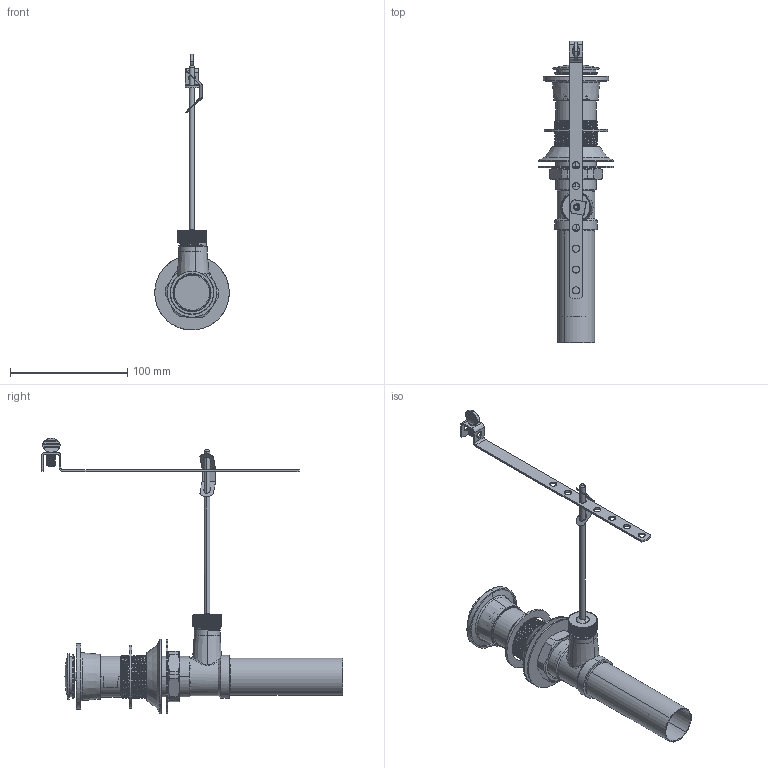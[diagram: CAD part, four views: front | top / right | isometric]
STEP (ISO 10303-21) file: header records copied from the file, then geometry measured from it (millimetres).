
FILE_DESCRIPTION((''),'2;1');
FILE_NAME('324','2021-06-10T17:45:09',('NSantos'),(''),'CREO PARAMETRIC BY PTC INC, 2018500','CREO PARAMETRIC BY PTC INC, 2018500','');
FILE_SCHEMA(('CONFIG_CONTROL_DESIGN'));
Length unit declared in the file: inch
Products named in the file (1): 324
Bounding box: 63.6 x 256.7 x 235.23 mm (x, y, z)
Volume: 225194.2 mm3; surface area: 131189.7 mm2
Topology: 6 solids, 22 shells, 908 faces, 2662 edges, 1786 vertices
Faces by surface type: cylinder 434, plane 257, cone 105, bspline 61, torus 39, sphere 8, extrusion 4
Entity records: 49271 total; most frequent: CARTESIAN_POINT 26842, ORIENTED_EDGE 5104, DIRECTION 3938, EDGE_CURVE 2658, VERTEX_POINT 1786, AXIS2_PLACEMENT_3D 1540, B_SPLINE_CURVE_WITH_KNOTS 1112, EDGE_LOOP 996
